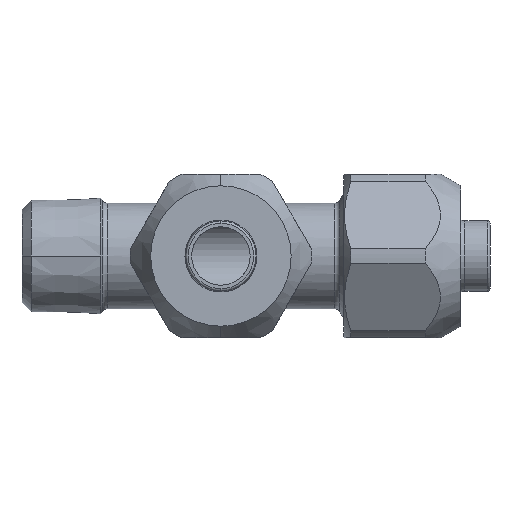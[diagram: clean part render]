
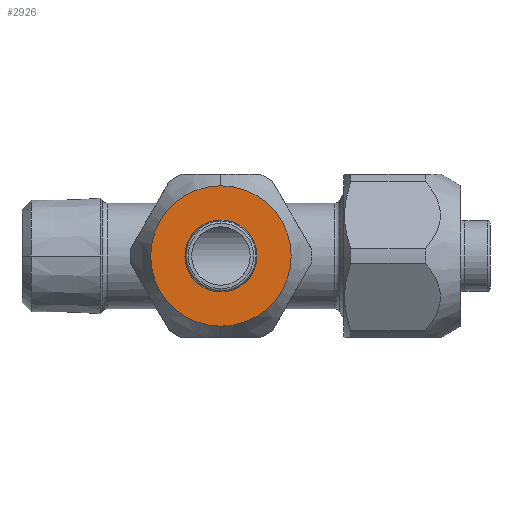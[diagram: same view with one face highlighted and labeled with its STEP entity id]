
A CAD part, front view. The second image highlights one B-rep face of the part: STEP entity #2926.
In plain terms, the highlighted planar face has unit normal (0, -1, 0).
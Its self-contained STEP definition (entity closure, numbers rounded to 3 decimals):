
#94 = EDGE_LOOP ( 'NONE', ( #2048, #2047 ) ) ;
#150 = EDGE_LOOP ( 'NONE', ( #2044, #2046 ) ) ;
#701 = CARTESIAN_POINT ( 'NONE',  ( 0., -20.5, 3.075 ) ) ;
#703 = CARTESIAN_POINT ( 'NONE',  ( 0., -20.5, -3.075 ) ) ;
#717 = CARTESIAN_POINT ( 'NONE',  ( 0., -20.5, -6. ) ) ;
#738 = FACE_OUTER_BOUND ( 'NONE', #150, .T. ) ;
#739 = FACE_BOUND ( 'NONE', #94, .T. ) ;
#1405 = CARTESIAN_POINT ( 'NONE',  ( 0., -20.5, 6. ) ) ;
#1689 = CARTESIAN_POINT ( 'NONE',  ( 0., -20.5, 0. ) ) ;
#1690 = DIRECTION ( 'NONE',  ( 0., 1., 0. ) ) ;
#1691 = DIRECTION ( 'NONE',  ( 0., 0., -1. ) ) ;
#2014 = VERTEX_POINT ( 'NONE', #701 ) ;
#2016 = VERTEX_POINT ( 'NONE', #703 ) ;
#2030 = VERTEX_POINT ( 'NONE', #717 ) ;
#2034 = VERTEX_POINT ( 'NONE', #1405 ) ;
#2044 = ORIENTED_EDGE ( 'NONE', *, *, #2781, .F. ) ;
#2046 = ORIENTED_EDGE ( 'NONE', *, *, #2967, .F. ) ;
#2047 = ORIENTED_EDGE ( 'NONE', *, *, #2968, .T. ) ;
#2048 = ORIENTED_EDGE ( 'NONE', *, *, #3009, .T. ) ;
#2236 = CARTESIAN_POINT ( 'NONE',  ( 0., -20.5, 0. ) ) ;
#2237 = DIRECTION ( 'NONE',  ( 0., 1., 0. ) ) ;
#2238 = DIRECTION ( 'NONE',  ( 0., 0., -1. ) ) ;
#2239 = CARTESIAN_POINT ( 'NONE',  ( 0., -20.5, 0. ) ) ;
#2240 = DIRECTION ( 'NONE',  ( 0., 1., 0. ) ) ;
#2241 = DIRECTION ( 'NONE',  ( 0., 0., -1. ) ) ;
#2342 = CARTESIAN_POINT ( 'NONE',  ( 0., -20.5, 0. ) ) ;
#2343 = DIRECTION ( 'NONE',  ( 0., 1., 0. ) ) ;
#2344 = DIRECTION ( 'NONE',  ( 0., 0., -1. ) ) ;
#2594 = PLANE ( 'NONE',  #3421 ) ;
#2595 = CARTESIAN_POINT ( 'NONE',  ( -6., -20.5, 0. ) ) ;
#2596 = DIRECTION ( 'NONE',  ( 0., -1., 0. ) ) ;
#2597 = DIRECTION ( 'NONE',  ( 0., 0., 1. ) ) ;
#2781 = EDGE_CURVE ( 'NONE', #2030, #2034, #3153, .T. ) ;
#2926 = ADVANCED_FACE ( 'NONE', ( #738, #739 ), #2594, .T. ) ;
#2967 = EDGE_CURVE ( 'NONE', #2034, #2030, #3470, .T. ) ;
#2968 = EDGE_CURVE ( 'NONE', #2016, #2014, #3468, .T. ) ;
#3009 = EDGE_CURVE ( 'NONE', #2014, #2016, #3519, .T. ) ;
#3153 = CIRCLE ( 'NONE', #3197, 6. ) ;
#3197 = AXIS2_PLACEMENT_3D ( 'NONE', #1689, #1690, #1691 ) ;
#3421 = AXIS2_PLACEMENT_3D ( 'NONE', #2595, #2596, #2597 ) ;
#3468 = CIRCLE ( 'NONE', #3474, 3.075 ) ;
#3470 = CIRCLE ( 'NONE', #3472, 6. ) ;
#3472 = AXIS2_PLACEMENT_3D ( 'NONE', #2236, #2237, #2238 ) ;
#3474 = AXIS2_PLACEMENT_3D ( 'NONE', #2239, #2240, #2241 ) ;
#3519 = CIRCLE ( 'NONE', #3532, 3.075 ) ;
#3532 = AXIS2_PLACEMENT_3D ( 'NONE', #2342, #2343, #2344 ) ;
